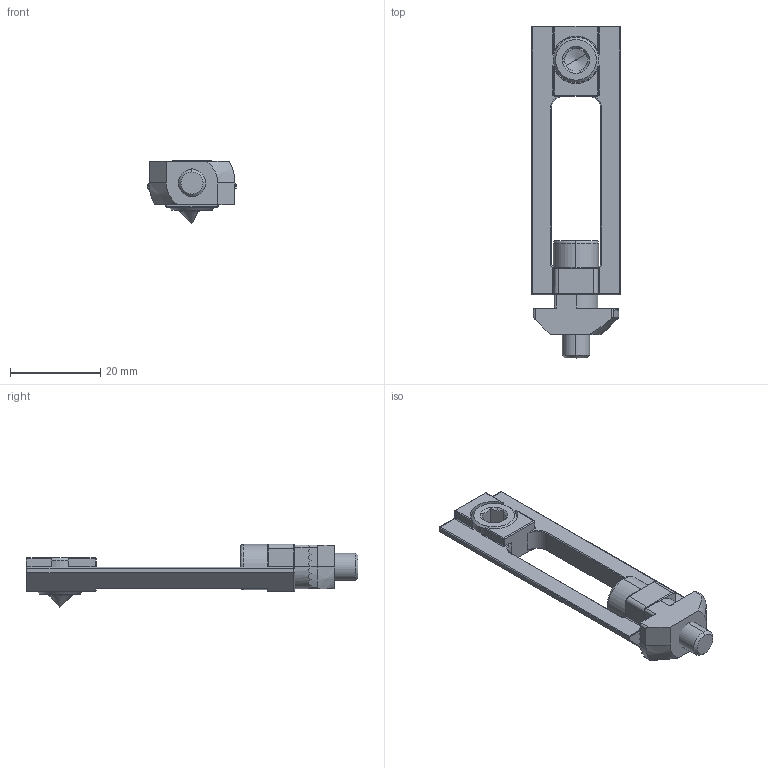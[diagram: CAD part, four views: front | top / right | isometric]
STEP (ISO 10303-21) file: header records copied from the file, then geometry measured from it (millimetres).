
FILE_DESCRIPTION (( 'STEP AP203' ), '1' );
FILE_NAME ('084.306.013.STEP', '2013-01-25T09:43:21', ( 'Alusic' ), ( 'Alusic' ), 'SwSTEP 2.0', 'SolidWorks 2011', '' );
FILE_SCHEMA (( 'CONFIG_CONTROL_DESIGN' ));
Length unit declared in the file: millimetre
Products named in the file (5): Zylinderschraube-DIN912-M6x18_Standard; 099d1045m-01_Fertigteil; 084.306.013; 096h10430_096 h 10 6 30 s04; 099d10-01_Standard
Assembly tree (4 placements, depth 2):
  084.306.013
    099d1045m-01_Fertigteil
    099d10-01_Standard
    096h10430_096 h 10 6 30 s04
    Zylinderschraube-DIN912-M6x18_Standard
Bounding box: 19.5 x 73.5 x 14 mm (x, y, z)
Volume: 5255.3 mm3; surface area: 4886.9 mm2
Topology: 4 solids, 4 shells, 242 faces, 613 edges, 368 vertices
Faces by surface type: plane 97, cylinder 94, bspline 34, cone 17
Entity records: 8432 total; most frequent: CARTESIAN_POINT 2505, ORIENTED_EDGE 1200, DIRECTION 1063, EDGE_CURVE 600, AXIS2_PLACEMENT_3D 378, VERTEX_POINT 368, LINE 307, VECTOR 307
